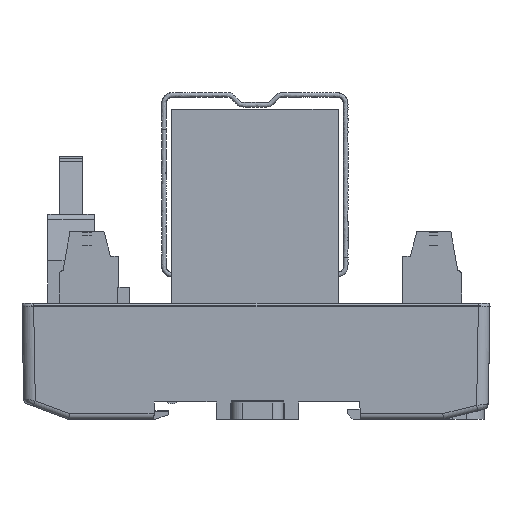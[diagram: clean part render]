
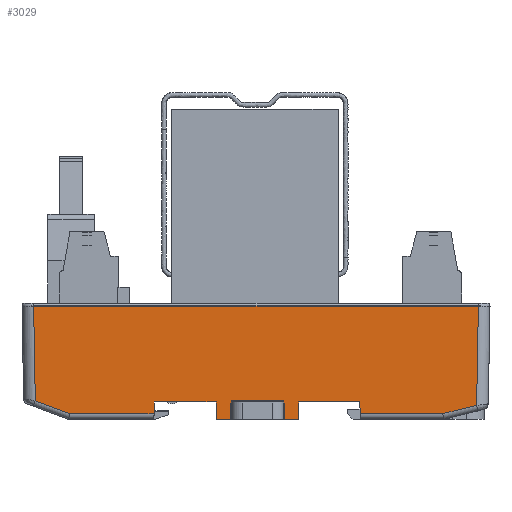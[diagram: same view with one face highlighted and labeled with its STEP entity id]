
A CAD part, left-side view. The second image highlights one B-rep face of the part: STEP entity #3029.
In plain terms, the highlighted planar face has unit normal (-1, 0, -0.018).
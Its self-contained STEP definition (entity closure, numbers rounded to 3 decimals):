
#1771=FACE_OUTER_BOUND('',#11925,.T.);
#3029=ADVANCED_FACE('',(#1771),#4444,.T.);
#4444=PLANE('',#27229);
#5792=LINE('',#36087,#8573);
#5807=LINE('',#36142,#8588);
#5831=LINE('',#36221,#8612);
#5868=LINE('',#36409,#8649);
#5869=LINE('',#36411,#8650);
#5870=LINE('',#36413,#8651);
#5871=LINE('',#36415,#8652);
#5872=LINE('',#36416,#8653);
#5873=LINE('',#36418,#8654);
#5874=LINE('',#36420,#8655);
#5875=LINE('',#36422,#8656);
#5876=LINE('',#36424,#8657);
#5877=LINE('',#36426,#8658);
#5878=LINE('',#36428,#8659);
#5879=LINE('',#36430,#8660);
#5880=LINE('',#36432,#8661);
#5881=LINE('',#36434,#8662);
#5882=LINE('',#36436,#8663);
#5883=LINE('',#36438,#8664);
#5884=LINE('',#36440,#8665);
#8573=VECTOR('',#29243,1.);
#8588=VECTOR('',#29286,1.);
#8612=VECTOR('',#29344,1.);
#8649=VECTOR('',#29409,1.);
#8650=VECTOR('',#29410,1.);
#8651=VECTOR('',#29411,1.);
#8652=VECTOR('',#29412,1.);
#8653=VECTOR('',#29413,1.);
#8654=VECTOR('',#29414,1.);
#8655=VECTOR('',#29415,1.);
#8656=VECTOR('',#29416,1.);
#8657=VECTOR('',#29417,1.);
#8658=VECTOR('',#29418,1.);
#8659=VECTOR('',#29419,1.);
#8660=VECTOR('',#29420,1.);
#8661=VECTOR('',#29421,1.);
#8662=VECTOR('',#29422,1.);
#8663=VECTOR('',#29423,1.);
#8664=VECTOR('',#29424,1.);
#8665=VECTOR('',#29425,1.);
#11925=EDGE_LOOP('',(#14046,#14047,#14048,#14049,#14050,#14051,#14052,#14053,
#14054,#14055,#14056,#14057,#14058,#14059,#14060,#14061,#14062,#14063,#14064,
#14065));
#14046=ORIENTED_EDGE('',*,*,#23535,.T.);
#14047=ORIENTED_EDGE('',*,*,#23613,.F.);
#14048=ORIENTED_EDGE('',*,*,#23614,.T.);
#14049=ORIENTED_EDGE('',*,*,#23615,.T.);
#14050=ORIENTED_EDGE('',*,*,#23616,.T.);
#14051=ORIENTED_EDGE('',*,*,#23512,.F.);
#14052=ORIENTED_EDGE('',*,*,#23617,.F.);
#14053=ORIENTED_EDGE('',*,*,#23618,.F.);
#14054=ORIENTED_EDGE('',*,*,#23619,.F.);
#14055=ORIENTED_EDGE('',*,*,#23620,.T.);
#14056=ORIENTED_EDGE('',*,*,#23621,.T.);
#14057=ORIENTED_EDGE('',*,*,#23622,.F.);
#14058=ORIENTED_EDGE('',*,*,#23623,.T.);
#14059=ORIENTED_EDGE('',*,*,#23624,.T.);
#14060=ORIENTED_EDGE('',*,*,#23625,.F.);
#14061=ORIENTED_EDGE('',*,*,#23626,.T.);
#14062=ORIENTED_EDGE('',*,*,#23627,.F.);
#14063=ORIENTED_EDGE('',*,*,#23628,.F.);
#14064=ORIENTED_EDGE('',*,*,#23629,.T.);
#14065=ORIENTED_EDGE('',*,*,#23568,.T.);
#21059=VERTEX_POINT('',#36086);
#21060=VERTEX_POINT('',#36088);
#21078=VERTEX_POINT('',#36140);
#21080=VERTEX_POINT('',#36143);
#21100=VERTEX_POINT('',#36222);
#21129=VERTEX_POINT('',#36410);
#21130=VERTEX_POINT('',#36412);
#21131=VERTEX_POINT('',#36414);
#21132=VERTEX_POINT('',#36417);
#21133=VERTEX_POINT('',#36419);
#21134=VERTEX_POINT('',#36421);
#21135=VERTEX_POINT('',#36423);
#21136=VERTEX_POINT('',#36425);
#21137=VERTEX_POINT('',#36427);
#21138=VERTEX_POINT('',#36429);
#21139=VERTEX_POINT('',#36431);
#21140=VERTEX_POINT('',#36433);
#21141=VERTEX_POINT('',#36435);
#21142=VERTEX_POINT('',#36437);
#21143=VERTEX_POINT('',#36439);
#23512=EDGE_CURVE('',#21059,#21060,#5792,.T.);
#23535=EDGE_CURVE('',#21080,#21078,#5807,.T.);
#23568=EDGE_CURVE('',#21100,#21080,#5831,.T.);
#23613=EDGE_CURVE('',#21129,#21078,#5868,.T.);
#23614=EDGE_CURVE('',#21129,#21130,#5869,.T.);
#23615=EDGE_CURVE('',#21130,#21131,#5870,.T.);
#23616=EDGE_CURVE('',#21131,#21060,#5871,.T.);
#23617=EDGE_CURVE('',#21132,#21059,#5872,.T.);
#23618=EDGE_CURVE('',#21133,#21132,#5873,.T.);
#23619=EDGE_CURVE('',#21134,#21133,#5874,.T.);
#23620=EDGE_CURVE('',#21134,#21135,#5875,.T.);
#23621=EDGE_CURVE('',#21135,#21136,#5876,.T.);
#23622=EDGE_CURVE('',#21137,#21136,#5877,.T.);
#23623=EDGE_CURVE('',#21137,#21138,#5878,.T.);
#23624=EDGE_CURVE('',#21138,#21139,#5879,.T.);
#23625=EDGE_CURVE('',#21140,#21139,#5880,.T.);
#23626=EDGE_CURVE('',#21140,#21141,#5881,.T.);
#23627=EDGE_CURVE('',#21142,#21141,#5882,.T.);
#23628=EDGE_CURVE('',#21143,#21142,#5883,.T.);
#23629=EDGE_CURVE('',#21143,#21100,#5884,.T.);
#27229=AXIS2_PLACEMENT_3D('',#36441,#29426,#29427);
#29243=DIRECTION('',(0.017,0.017,-1.));
#29286=DIRECTION('',(-0.017,-0.017,1.));
#29344=DIRECTION('',(-0.004,-0.97,0.243));
#29409=DIRECTION('',(0.,-1.,0.));
#29410=DIRECTION('',(0.017,-0.017,-1.));
#29411=DIRECTION('',(0.006,-0.936,-0.351));
#29412=DIRECTION('',(0.,-1.,0.));
#29413=DIRECTION('',(0.,1.,0.));
#29414=DIRECTION('',(-0.017,0.035,0.999));
#29415=DIRECTION('',(0.,1.,0.));
#29416=DIRECTION('',(-0.017,-0.035,0.999));
#29417=DIRECTION('',(-0.017,0.,1.));
#29418=DIRECTION('',(0.,1.,0.));
#29419=DIRECTION('',(0.017,0.,-1.));
#29420=DIRECTION('',(0.017,-0.035,-0.999));
#29421=DIRECTION('',(0.,1.,0.));
#29422=DIRECTION('',(-0.017,-0.035,0.999));
#29423=DIRECTION('',(0.,1.,0.));
#29424=DIRECTION('',(-0.017,0.017,1.));
#29425=DIRECTION('',(0.,-1.,0.));
#29426=DIRECTION('',(-1.,0.,-0.017));
#29427=DIRECTION('',(0.017,0.,-1.));
#36086=CARTESIAN_POINT('',(-69.065,56.004,-17.));
#36087=CARTESIAN_POINT('',(-69.367,55.702,0.302));
#36088=CARTESIAN_POINT('',(-69.03,56.04,-19.017));
#36140=CARTESIAN_POINT('',(-69.353,0.321,-0.512));
#36142=CARTESIAN_POINT('',(-69.363,0.312,0.035));
#36143=CARTESIAN_POINT('',(-69.056,0.619,-17.563));
#36221=CARTESIAN_POINT('',(-68.918,32.157,-25.448));
#36222=CARTESIAN_POINT('',(-69.03,6.436,-19.017));
#36409=CARTESIAN_POINT('',(-69.353,38.522,-0.512));
#36410=CARTESIAN_POINT('',(-69.353,76.722,-0.512));
#36411=CARTESIAN_POINT('',(-69.351,76.72,-0.664));
#36412=CARTESIAN_POINT('',(-69.069,76.438,-16.809));
#36413=CARTESIAN_POINT('',(-68.887,48.726,-27.201));
#36414=CARTESIAN_POINT('',(-69.03,70.55,-19.017));
#36415=CARTESIAN_POINT('',(-69.03,38.522,-19.017));
#36416=CARTESIAN_POINT('',(-69.065,38.522,-17.));
#36417=CARTESIAN_POINT('',(-69.065,45.368,-17.));
#36418=CARTESIAN_POINT('',(-69.358,45.953,-0.257));
#36419=CARTESIAN_POINT('',(-69.013,45.264,-20.));
#36420=CARTESIAN_POINT('',(-69.013,38.264,-20.));
#36421=CARTESIAN_POINT('',(-69.013,42.918,-20.));
#36422=CARTESIAN_POINT('',(-69.365,42.215,0.132));
#36423=CARTESIAN_POINT('',(-69.065,42.814,-17.));
#36424=CARTESIAN_POINT('',(-69.362,42.814,0.003));
#36425=CARTESIAN_POINT('',(-69.07,42.814,-16.716));
#36426=CARTESIAN_POINT('',(-69.07,247.709,-16.716));
#36427=CARTESIAN_POINT('',(-69.07,33.714,-16.716));
#36428=CARTESIAN_POINT('',(-69.362,33.714,0.003));
#36429=CARTESIAN_POINT('',(-69.065,33.714,-17.));
#36430=CARTESIAN_POINT('',(-69.365,34.312,0.15));
#36431=CARTESIAN_POINT('',(-69.013,33.609,-20.));
#36432=CARTESIAN_POINT('',(-69.013,38.264,-20.));
#36433=CARTESIAN_POINT('',(-69.013,31.264,-20.));
#36434=CARTESIAN_POINT('',(-69.01,31.27,-20.175));
#36435=CARTESIAN_POINT('',(-69.065,31.159,-17.));
#36436=CARTESIAN_POINT('',(-69.065,38.522,-17.));
#36437=CARTESIAN_POINT('',(-69.065,20.673,-17.));
#36438=CARTESIAN_POINT('',(-69.055,20.662,-17.628));
#36439=CARTESIAN_POINT('',(-69.03,20.638,-19.017));
#36440=CARTESIAN_POINT('',(-69.03,38.522,-19.017));
#36441=CARTESIAN_POINT('',(-69.362,38.522,0.003));
